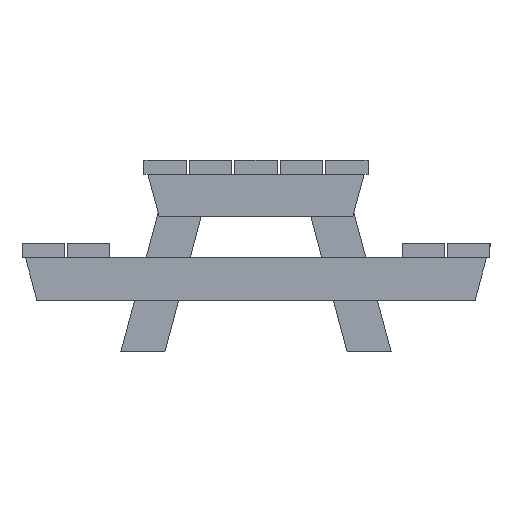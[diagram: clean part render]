
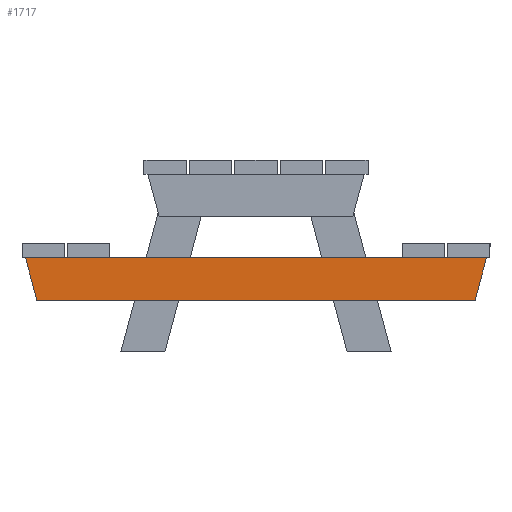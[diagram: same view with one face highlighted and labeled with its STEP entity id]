
A CAD part, front view. The second image highlights one B-rep face of the part: STEP entity #1717.
In plain terms, the highlighted planar face has unit normal (0, -1, 0).
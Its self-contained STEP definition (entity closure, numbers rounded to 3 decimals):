
#43=FACE_OUTER_BOUND('',#151,.T.);
#151=EDGE_LOOP('',(#1087,#1088,#1089,#1090));
#271=LINE('',#2451,#487);
#272=LINE('',#2453,#488);
#273=LINE('',#2455,#489);
#274=LINE('',#2456,#490);
#487=VECTOR('',#2013,10.);
#488=VECTOR('',#2014,10.);
#489=VECTOR('',#2015,10.);
#490=VECTOR('',#2016,10.);
#695=VERTEX_POINT('',#2449);
#696=VERTEX_POINT('',#2450);
#697=VERTEX_POINT('',#2452);
#698=VERTEX_POINT('',#2454);
#847=EDGE_CURVE('',#695,#696,#271,.T.);
#848=EDGE_CURVE('',#696,#697,#272,.T.);
#849=EDGE_CURVE('',#697,#698,#273,.T.);
#850=EDGE_CURVE('',#698,#695,#274,.T.);
#1087=ORIENTED_EDGE('',*,*,#847,.T.);
#1088=ORIENTED_EDGE('',*,*,#848,.T.);
#1089=ORIENTED_EDGE('',*,*,#849,.T.);
#1090=ORIENTED_EDGE('',*,*,#850,.T.);
#1483=PLANE('',#1865);
#1717=ADVANCED_FACE('',(#43),#1483,.T.);
#1865=AXIS2_PLACEMENT_3D('',#2448,#2011,#2012);
#2011=DIRECTION('center_axis',(0.,-1.,0.));
#2012=DIRECTION('ref_axis',(1.,0.,0.));
#2013=DIRECTION('',(0.259,0.,0.966));
#2014=DIRECTION('',(-1.,0.,0.));
#2015=DIRECTION('',(0.259,0.,-0.966));
#2016=DIRECTION('',(1.,0.,0.));
#2448=CARTESIAN_POINT('Origin',(-739.883,285.964,296.227));
#2449=CARTESIAN_POINT('',(-122.037,285.964,236.227));
#2450=CARTESIAN_POINT('',(-89.883,285.964,356.227));
#2451=CARTESIAN_POINT('',(-122.037,285.964,236.227));
#2452=CARTESIAN_POINT('',(-1389.883,285.964,356.227));
#2453=CARTESIAN_POINT('',(-89.883,285.964,356.227));
#2454=CARTESIAN_POINT('',(-1357.729,285.964,236.227));
#2455=CARTESIAN_POINT('',(-1389.883,285.964,356.227));
#2456=CARTESIAN_POINT('',(-1357.729,285.964,236.227));
